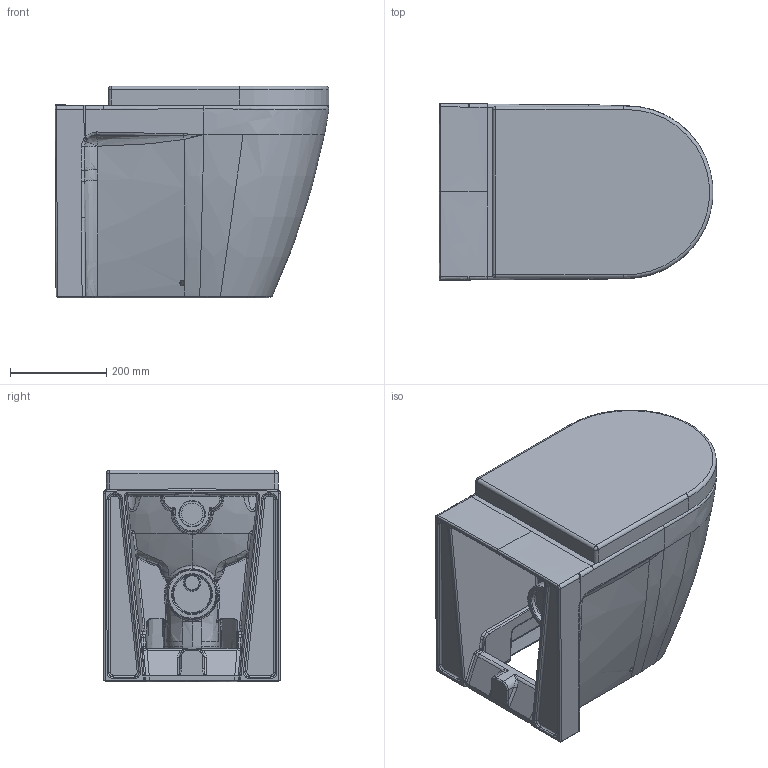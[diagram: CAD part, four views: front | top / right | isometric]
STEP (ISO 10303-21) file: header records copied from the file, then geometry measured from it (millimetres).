
FILE_DESCRIPTION((''),'2;1');
FILE_NAME('212809.stp','2011-05-29T12:42:03',('Administrator'),(''),'Autodesk Inventor 2011','Autodesk Inventor 2011','');
FILE_SCHEMA(('AUTOMOTIVE_DESIGN { 1 0 10303 214 1 1 1 1 }'));
Length unit declared in the file: millimetre
Products named in the file (3): 212809; Sitz 212809
Assembly tree (2 placements, depth 2):
  212809
    212809
    Sitz 212809
Bounding box: 570.06 x 367.94 x 440.84 mm (x, y, z)
Volume: 33916450.8 mm3; surface area: 1988190.1 mm2
Topology: 2 solids, 2 shells, 1155 faces, 2811 edges, 1619 vertices
Faces by surface type: bspline 906, plane 103, cylinder 92, torus 36, sphere 10, cone 8
Full cylindrical faces by diameter (mm): 10 x2, 18 x2
Entity records: 194346 total; most frequent: CARTESIAN_POINT 172663, ORIENTED_EDGE 5534, EDGE_CURVE 2767, DIRECTION 2717, VERTEX_POINT 1619, B_SPLINE_CURVE_WITH_KNOTS 1454, EDGE_LOOP 1168, FACE_OUTER_BOUND 1155
